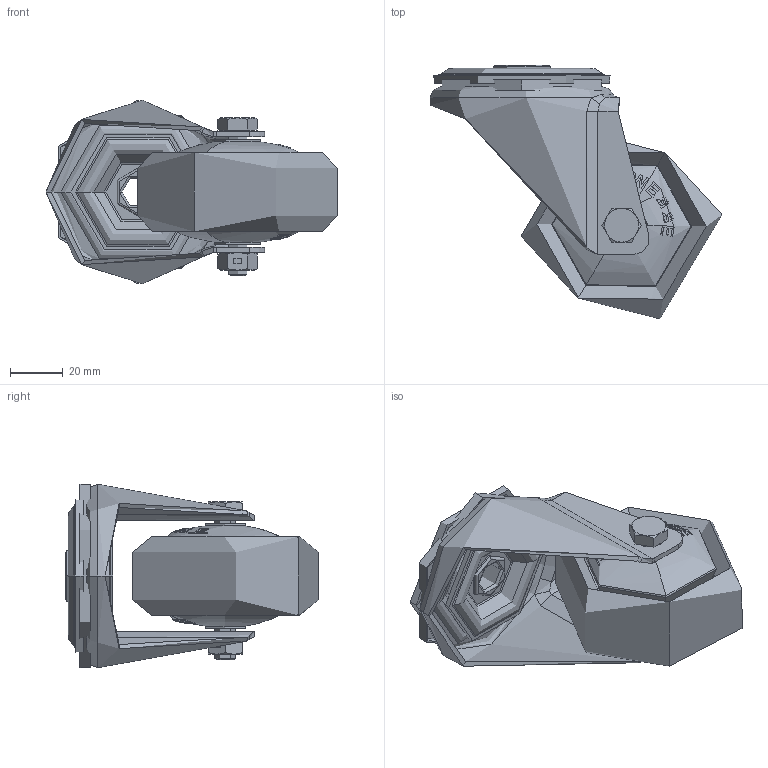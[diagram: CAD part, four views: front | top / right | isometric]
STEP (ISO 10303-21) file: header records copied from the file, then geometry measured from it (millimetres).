
FILE_DESCRIPTION (( 'STEP AP214' ), '1' );
FILE_NAME ('0056127.step', '2023-11-09T11:28:28', ( '' ), ( '' ), 'SwSTEP 2.0', 'SolidWorks 2020', '' );
FILE_SCHEMA (( 'AUTOMOTIVE_DESIGN' ));
Length unit declared in the file: millimetre
Products named in the file (1): 0056127
Bounding box: 111.24 x 96.57 x 70 mm (x, y, z)
Volume: 157043.6 mm3; surface area: 80951.9 mm2
Topology: 11 solids, 12 shells, 638 faces, 1485 edges, 916 vertices
Faces by surface type: bspline 258, torus 142, cylinder 85, plane 81, cone 72
Entity records: 39703 total; most frequent: CARTESIAN_POINT 20037, ORIENTED_EDGE 2966, DIRECTION 1900, EDGE_CURVE 1483, VERTEX_POINT 916, AXIS2_PLACEMENT_3D 847, B_SPLINE_CURVE_WITH_KNOTS 801, EDGE_LOOP 711
